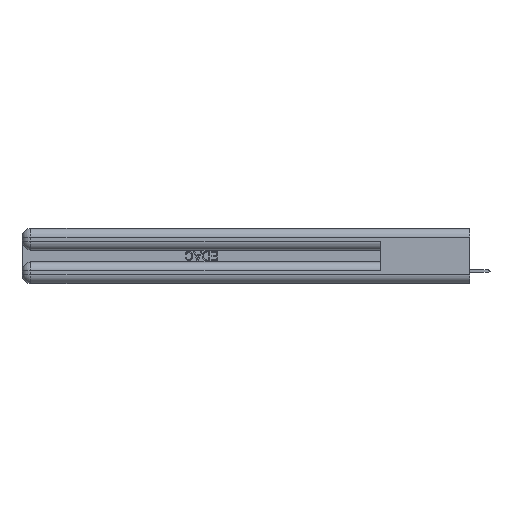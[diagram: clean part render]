
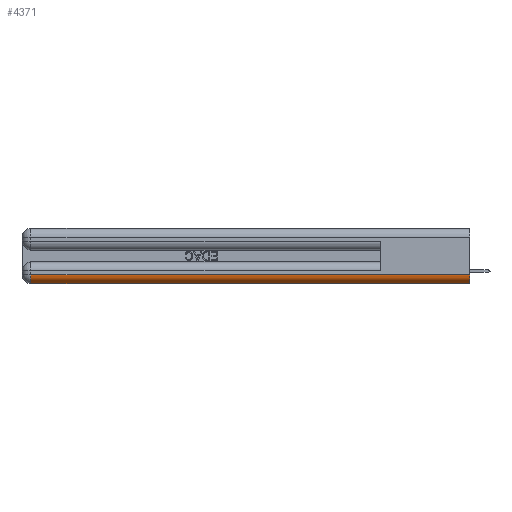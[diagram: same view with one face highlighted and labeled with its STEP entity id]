
A CAD part, left-side view. The second image highlights one B-rep face of the part: STEP entity #4371.
In plain terms, the highlighted cylindrical face has radius 1.524 mm (diameter 3.048 mm), a partial arc.
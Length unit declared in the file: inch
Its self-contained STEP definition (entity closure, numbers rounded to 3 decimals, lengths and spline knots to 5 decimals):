
#165 = CYLINDRICAL_SURFACE ( 'NONE', #24174, 0.06 ) ;
#526 = DIRECTION ( 'NONE',  ( 0., 0., 1. ) ) ;
#2777 = DIRECTION ( 'NONE',  ( 0., 0., 1. ) ) ;
#2839 = EDGE_CURVE ( 'NONE', #45797, #5163, #18661, .T. ) ;
#3125 = DIRECTION ( 'NONE',  ( 0., 1., 0. ) ) ;
#3382 = EDGE_CURVE ( 'NONE', #5163, #9682, #17181, .T. ) ;
#3395 = DIRECTION ( 'NONE',  ( 0., 0., 1. ) ) ;
#4371 = ADVANCED_FACE ( 'NONE', ( #16251 ), #165, .T. ) ;
#4676 = CARTESIAN_POINT ( 'NONE',  ( 0.06, 0., 0. ) ) ;
#5163 = VERTEX_POINT ( 'NONE', #33512 ) ;
#7743 = DIRECTION ( 'NONE',  ( 0., -1., 0. ) ) ;
#9682 = VERTEX_POINT ( 'NONE', #41327 ) ;
#10614 = DIRECTION ( 'NONE',  ( 0., 1., 0. ) ) ;
#12472 = EDGE_LOOP ( 'NONE', ( #40951, #29602, #27724, #52002 ) ) ;
#12972 = EDGE_CURVE ( 'NONE', #9682, #32363, #28102, .T. ) ;
#16251 = FACE_OUTER_BOUND ( 'NONE', #12472, .T. ) ;
#17181 = CIRCLE ( 'NONE', #18926, 0.06 ) ;
#18661 = LINE ( 'NONE', #47302, #22258 ) ;
#18926 = AXIS2_PLACEMENT_3D ( 'NONE', #28224, #27955, #2777 ) ;
#19334 = VECTOR ( 'NONE', #7743, 39.37008 ) ;
#22258 = VECTOR ( 'NONE', #10614, 39.37008 ) ;
#24174 = AXIS2_PLACEMENT_3D ( 'NONE', #31521, #3125, #3395 ) ;
#27724 = ORIENTED_EDGE ( 'NONE', *, *, #3382, .F. ) ;
#27955 = DIRECTION ( 'NONE',  ( 0., 1., 0. ) ) ;
#28102 = LINE ( 'NONE', #49514, #19334 ) ;
#28224 = CARTESIAN_POINT ( 'NONE',  ( 0.06, 2.94, 0.06 ) ) ;
#29602 = ORIENTED_EDGE ( 'NONE', *, *, #12972, .F. ) ;
#31521 = CARTESIAN_POINT ( 'NONE',  ( 0.06, 0., 0.06 ) ) ;
#32363 = VERTEX_POINT ( 'NONE', #48406 ) ;
#32720 = CIRCLE ( 'NONE', #51522, 0.06 ) ;
#33512 = CARTESIAN_POINT ( 'NONE',  ( 0.06, 2.94, 0. ) ) ;
#37223 = DIRECTION ( 'NONE',  ( 0., -1., 0. ) ) ;
#39255 = EDGE_CURVE ( 'NONE', #32363, #45797, #32720, .T. ) ;
#40951 = ORIENTED_EDGE ( 'NONE', *, *, #39255, .F. ) ;
#41327 = CARTESIAN_POINT ( 'NONE',  ( 0., 2.94, 0.06 ) ) ;
#45797 = VERTEX_POINT ( 'NONE', #4676 ) ;
#47302 = CARTESIAN_POINT ( 'NONE',  ( 0.06, 3., 0. ) ) ;
#48406 = CARTESIAN_POINT ( 'NONE',  ( 0., 0., 0.06 ) ) ;
#49514 = CARTESIAN_POINT ( 'NONE',  ( 0., 0., 0.06 ) ) ;
#49807 = CARTESIAN_POINT ( 'NONE',  ( 0.06, 0., 0.06 ) ) ;
#51522 = AXIS2_PLACEMENT_3D ( 'NONE', #49807, #37223, #526 ) ;
#52002 = ORIENTED_EDGE ( 'NONE', *, *, #2839, .F. ) ;
